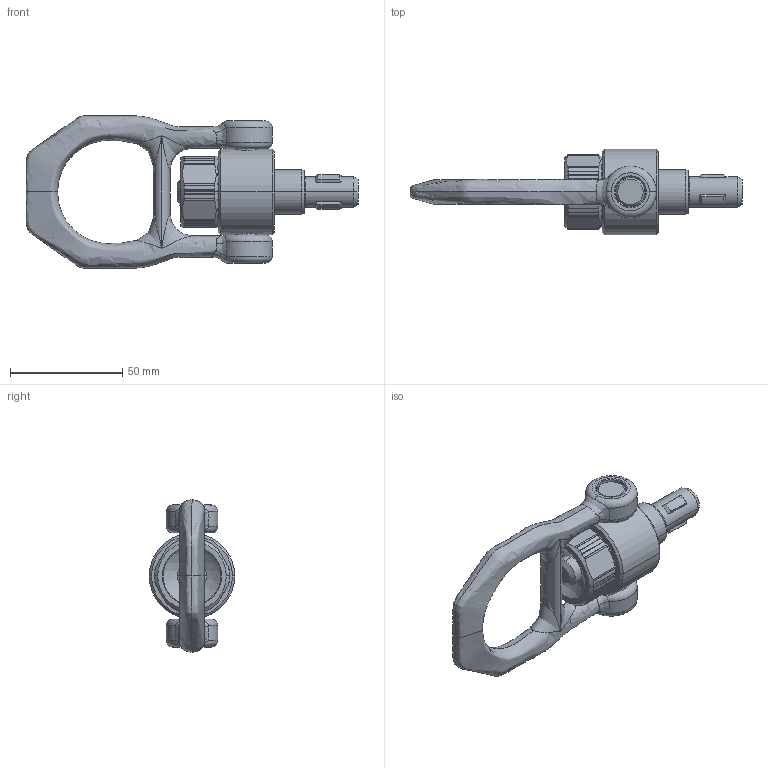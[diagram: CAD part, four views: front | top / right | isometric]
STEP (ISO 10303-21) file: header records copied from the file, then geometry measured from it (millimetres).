
FILE_DESCRIPTION(('STEP AP214'),'1');
FILE_NAME('HALDERN_EH_22353_0016.stp','2021-02-26T07:19:52',('TraceParts'),('TraceParts S.A.'),'Spatial InterOp 3D',' ',' ');
FILE_SCHEMA(('AUTOMOTIVE_DESIGN { 1 0 10303 214 1 1 1 1 }'));
Length unit declared in the file: millimetre
Products named in the file (1): HALDERN_EH_22353_0016_1
Bounding box: 147.82 x 38 x 67.99 mm (x, y, z)
Volume: 82350.1 mm3; surface area: 26801 mm2
Topology: 3 solids, 4 shells, 274 faces, 723 edges, 471 vertices
Faces by surface type: cylinder 95, plane 88, cone 42, torus 30, bspline 18, sphere 1
Entity records: 30653 total; most frequent: CARTESIAN_POINT 21844, ORIENTED_EDGE 1446, DIRECTION 1330, EDGE_CURVE 723, AXIS2_PLACEMENT_3D 566, VERTEX_POINT 471, EDGE_LOOP 298, CIRCLE 295
